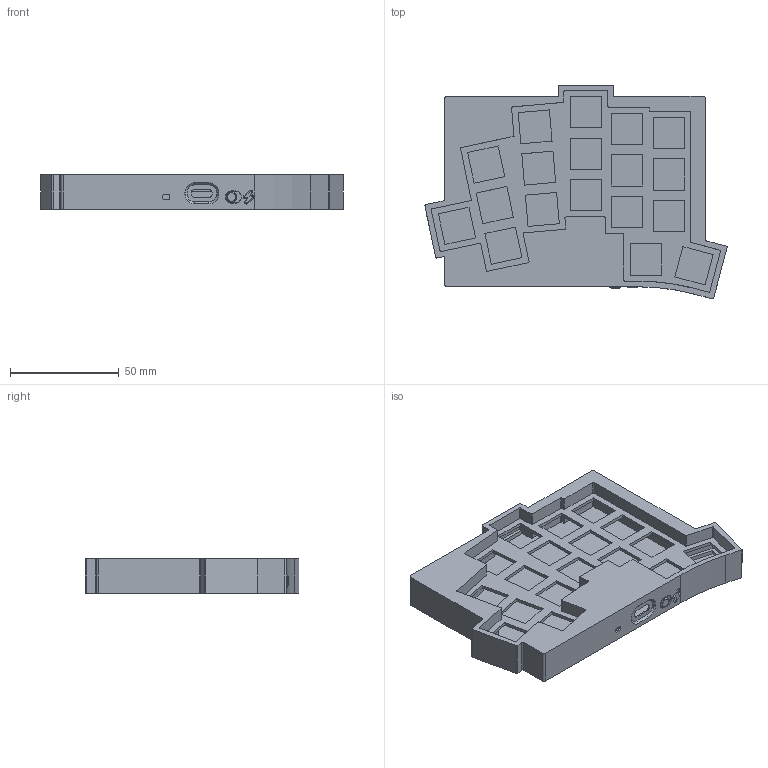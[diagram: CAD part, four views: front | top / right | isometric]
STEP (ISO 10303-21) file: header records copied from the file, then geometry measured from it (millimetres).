
FILE_DESCRIPTION(/* description */ ('','CAx-IF Rec.Pracs.---Representation and Presentation of Product Manufacturing Information (PMI)---4.0---2014-10-13'),/* implementation_level */ '2;1');
FILE_NAME(/* name */ 'SplayBreak Case Model B.step',/* time_stamp */ '2025-06-13T01:49:20+02:00',/* author */ (''),/* organization */ (''),/* preprocessor_version */ 'ST-DEVELOPER v20',/* originating_system */ 'Autodesk Translation Framework v13.20.0.188',/* authorisation */ '');
FILE_SCHEMA (('AP242_MANAGED_MODEL_BASED_3D_ENGINEERING_MIM_LF { 1 0 10303 442 1 1 4 }'));
Length unit declared in the file: millimetre
Products named in the file (1): Wingspan Case ReRedux
Bounding box: 138.96 x 98.3 x 15.7 mm (x, y, z)
Volume: 55465.1 mm3; surface area: 55727.7 mm2
Topology: 4 solids, 4 shells, 438 faces, 1233 edges, 817 vertices
Faces by surface type: plane 269, cylinder 144, bspline 16, cone 9
Full cylindrical faces by diameter (mm): 1.95 x4, 5 x1, 8.4 x4
Entity records: 14458 total; most frequent: CARTESIAN_POINT 2800, ORIENTED_EDGE 2466, DIRECTION 2358, EDGE_CURVE 1233, LINE 902, VECTOR 902, VERTEX_POINT 817, AXIS2_PLACEMENT_3D 728
